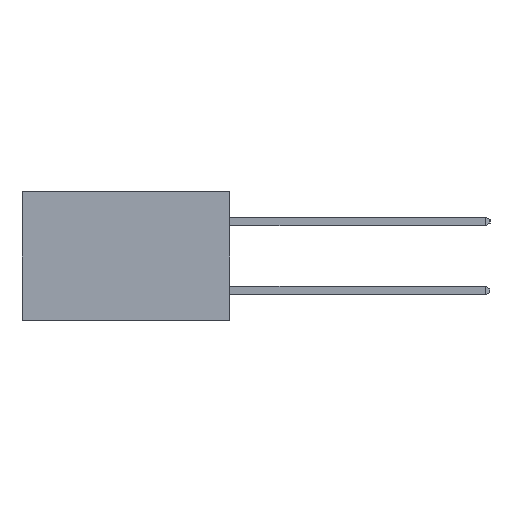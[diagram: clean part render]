
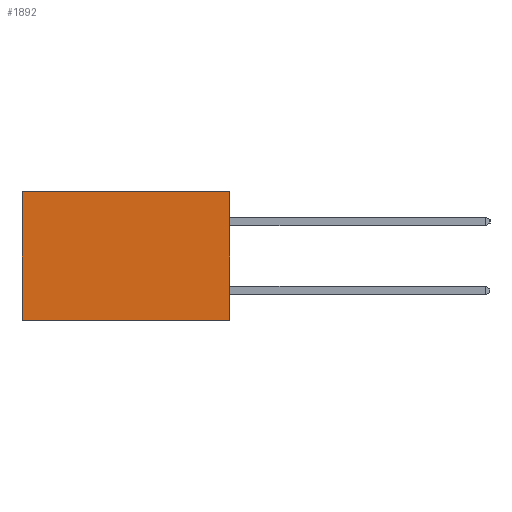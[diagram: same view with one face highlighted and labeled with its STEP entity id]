
A CAD part, left-side view. The second image highlights one B-rep face of the part: STEP entity #1892.
In plain terms, the highlighted planar face has unit normal (-1, 0, 0).
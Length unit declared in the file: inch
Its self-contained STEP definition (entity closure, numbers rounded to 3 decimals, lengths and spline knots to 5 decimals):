
#167 = DIRECTION ( 'NONE',  ( 0., 0., -1. ) ) ;
#276 = DIRECTION ( 'NONE',  ( 1., 0., 0. ) ) ;
#906 = CARTESIAN_POINT ( 'NONE',  ( 0.2615, 0.6, -0.37 ) ) ;
#1006 = VERTEX_POINT ( 'NONE', #11260 ) ;
#1892 = ADVANCED_FACE ( 'NONE', ( #6234 ), #3259, .F. ) ;
#1935 = VECTOR ( 'NONE', #5664, 39.37008 ) ;
#3259 = PLANE ( 'NONE',  #7627 ) ;
#3642 = DIRECTION ( 'NONE',  ( 0., 0., -1. ) ) ;
#5280 = CARTESIAN_POINT ( 'NONE',  ( 0.2615, 0., 0. ) ) ;
#5664 = DIRECTION ( 'NONE',  ( 0., 1., 0. ) ) ;
#5683 = ORIENTED_EDGE ( 'NONE', *, *, #19322, .F. ) ;
#5986 = EDGE_CURVE ( 'NONE', #25576, #9907, #24993, .T. ) ;
#6117 = VECTOR ( 'NONE', #21504, 39.37008 ) ;
#6234 = FACE_OUTER_BOUND ( 'NONE', #15261, .T. ) ;
#7627 = AXIS2_PLACEMENT_3D ( 'NONE', #17111, #276, #167 ) ;
#9176 = VECTOR ( 'NONE', #17172, 39.37008 ) ;
#9764 = EDGE_CURVE ( 'NONE', #1006, #9907, #11560, .T. ) ;
#9907 = VERTEX_POINT ( 'NONE', #19799 ) ;
#10949 = CARTESIAN_POINT ( 'NONE',  ( 0.2615, 0., -0.37 ) ) ;
#11239 = VERTEX_POINT ( 'NONE', #5280 ) ;
#11260 = CARTESIAN_POINT ( 'NONE',  ( 0.2615, 0.6, 0. ) ) ;
#11560 = LINE ( 'NONE', #906, #6117 ) ;
#11594 = VECTOR ( 'NONE', #3642, 39.37008 ) ;
#13110 = CARTESIAN_POINT ( 'NONE',  ( 0.2615, 0., -0.37 ) ) ;
#15261 = EDGE_LOOP ( 'NONE', ( #21315, #22613, #5683, #22129 ) ) ;
#17111 = CARTESIAN_POINT ( 'NONE',  ( 0.2615, 0., -0.37 ) ) ;
#17172 = DIRECTION ( 'NONE',  ( 0., 1., 0. ) ) ;
#18379 = LINE ( 'NONE', #20095, #1935 ) ;
#19322 = EDGE_CURVE ( 'NONE', #11239, #25576, #22591, .T. ) ;
#19799 = CARTESIAN_POINT ( 'NONE',  ( 0.2615, 0.6, -0.37 ) ) ;
#20095 = CARTESIAN_POINT ( 'NONE',  ( 0.2615, 0., 0. ) ) ;
#20808 = EDGE_CURVE ( 'NONE', #11239, #1006, #18379, .T. ) ;
#21315 = ORIENTED_EDGE ( 'NONE', *, *, #9764, .T. ) ;
#21504 = DIRECTION ( 'NONE',  ( 0., 0., -1. ) ) ;
#22129 = ORIENTED_EDGE ( 'NONE', *, *, #20808, .T. ) ;
#22591 = LINE ( 'NONE', #26261, #11594 ) ;
#22613 = ORIENTED_EDGE ( 'NONE', *, *, #5986, .F. ) ;
#24993 = LINE ( 'NONE', #13110, #9176 ) ;
#25576 = VERTEX_POINT ( 'NONE', #10949 ) ;
#26261 = CARTESIAN_POINT ( 'NONE',  ( 0.2615, 0., -0.37 ) ) ;
